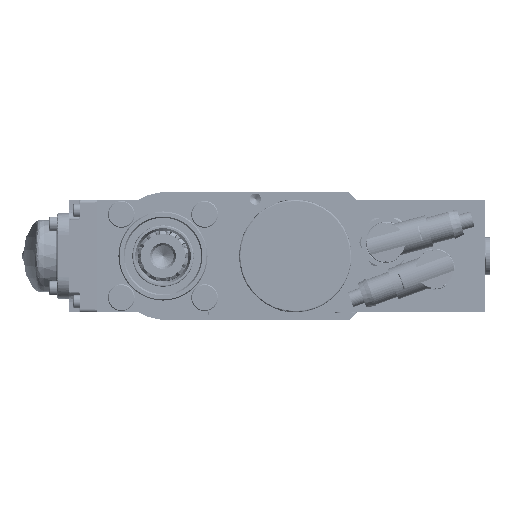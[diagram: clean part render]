
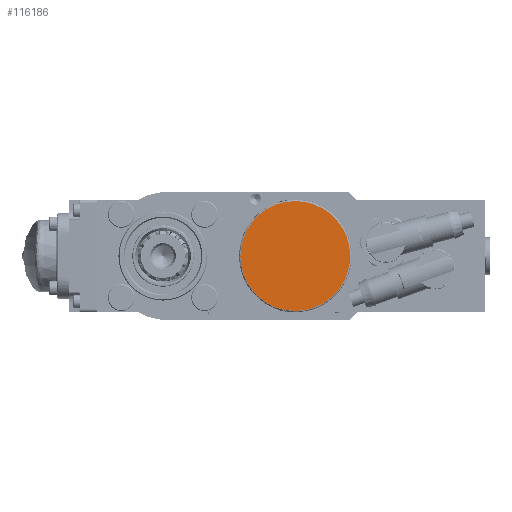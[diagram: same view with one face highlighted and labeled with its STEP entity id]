
A CAD part, left-side view. The second image highlights one B-rep face of the part: STEP entity #116186.
In plain terms, the highlighted planar face has unit normal (-1, 0, 0).
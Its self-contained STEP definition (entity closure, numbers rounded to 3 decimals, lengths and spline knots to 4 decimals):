
#2195=PLANE('',#122723);
#10919=FACE_OUTER_BOUND('',#17283,.T.);
#17283=EDGE_LOOP('',(#80112,#80113));
#24247=CIRCLE('',#122724,2.05);
#24248=CIRCLE('',#122725,2.05);
#50478=VERTEX_POINT('',#168982);
#50479=VERTEX_POINT('',#168983);
#62144=EDGE_CURVE('',#50478,#50479,#24247,.T.);
#62145=EDGE_CURVE('',#50479,#50478,#24248,.T.);
#80112=ORIENTED_EDGE('',*,*,#62144,.F.);
#80113=ORIENTED_EDGE('',*,*,#62145,.F.);
#116186=ADVANCED_FACE('',(#10919),#2195,.T.);
#122723=AXIS2_PLACEMENT_3D('',#168981,#135191,#135192);
#122724=AXIS2_PLACEMENT_3D('',#168984,#135193,#135194);
#122725=AXIS2_PLACEMENT_3D('',#168985,#135195,#135196);
#135191=DIRECTION('center_axis',(-1.,0.,0.));
#135192=DIRECTION('ref_axis',(0.,0.,
1.));
#135193=DIRECTION('center_axis',(1.,0.,0.));
#135194=DIRECTION('ref_axis',(0.,0.,
1.));
#135195=DIRECTION('center_axis',(1.,0.,0.));
#135196=DIRECTION('ref_axis',(0.,0.,
1.));
#168981=CARTESIAN_POINT('Origin',(11.795,-4.94,0.));
#168982=CARTESIAN_POINT('',(11.795,-4.9091,2.0498));
#168983=CARTESIAN_POINT('',(11.795,-4.9709,-2.0498));
#168984=CARTESIAN_POINT('Origin',(11.795,-4.94,0.));
#168985=CARTESIAN_POINT('Origin',(11.795,-4.94,0.));
